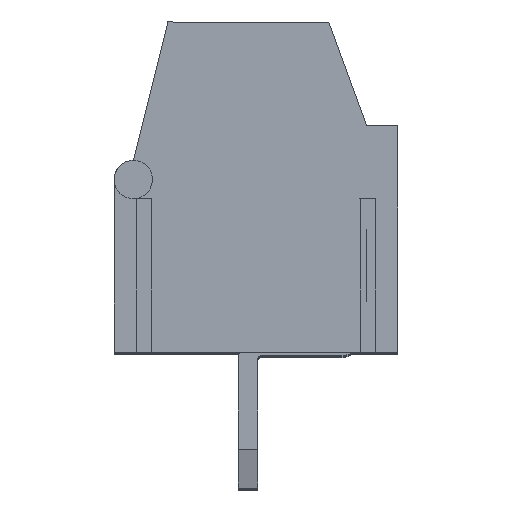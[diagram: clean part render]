
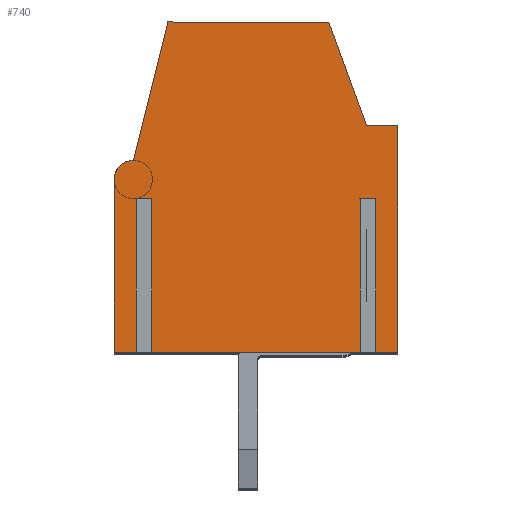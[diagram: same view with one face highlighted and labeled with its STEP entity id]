
A CAD part, top view. The second image highlights one B-rep face of the part: STEP entity #740.
In plain terms, the highlighted planar face has unit normal (0, 0, 1).
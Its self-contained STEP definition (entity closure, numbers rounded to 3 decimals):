
#740=ADVANCED_FACE('',(#1793),#18394,.T.);
#1793=FACE_OUTER_BOUND('',#2848,.T.);
#2848=EDGE_LOOP('',(#4376,#4377,#4378,#4379,#4380,#4381,#4382,#4383,#4384,
#4385,#4386,#4387,#4388,#4389,#4390,#4391));
#4376=ORIENTED_EDGE('',*,*,#9951,.T.);
#4377=ORIENTED_EDGE('',*,*,#9958,.T.);
#4378=ORIENTED_EDGE('',*,*,#9868,.T.);
#4379=ORIENTED_EDGE('',*,*,#9866,.T.);
#4380=ORIENTED_EDGE('',*,*,#9876,.T.);
#4381=ORIENTED_EDGE('',*,*,#9957,.T.);
#4382=ORIENTED_EDGE('',*,*,#9916,.T.);
#4383=ORIENTED_EDGE('',*,*,#9919,.T.);
#4384=ORIENTED_EDGE('',*,*,#9922,.T.);
#4385=ORIENTED_EDGE('',*,*,#9939,.T.);
#4386=ORIENTED_EDGE('',*,*,#9942,.T.);
#4387=ORIENTED_EDGE('',*,*,#9955,.F.);
#4388=ORIENTED_EDGE('',*,*,#9956,.F.);
#4389=ORIENTED_EDGE('',*,*,#9959,.T.);
#4390=ORIENTED_EDGE('',*,*,#9944,.T.);
#4391=ORIENTED_EDGE('',*,*,#9954,.T.);
#9866=EDGE_CURVE('',#16177,#16178,#13363,.T.);
#9868=EDGE_CURVE('',#16181,#16177,#13365,.T.);
#9876=EDGE_CURVE('',#16178,#16184,#13373,.T.);
#9916=EDGE_CURVE('',#16215,#16216,#13413,.T.);
#9919=EDGE_CURVE('',#16216,#16218,#13416,.T.);
#9922=EDGE_CURVE('',#16218,#16220,#13419,.T.);
#9939=EDGE_CURVE('',#16220,#16230,#13428,.T.);
#9942=EDGE_CURVE('',#16230,#16231,#13431,.T.);
#9944=EDGE_CURVE('',#16234,#16235,#13433,.T.);
#9951=EDGE_CURVE('',#16240,#16239,#13440,.T.);
#9954=EDGE_CURVE('',#16235,#16240,#13443,.T.);
#9955=EDGE_CURVE('',#16241,#16231,#12859,.T.);
#9956=EDGE_CURVE('',#16242,#16241,#13444,.T.);
#9957=EDGE_CURVE('',#16184,#16215,#13445,.T.);
#9958=EDGE_CURVE('',#16239,#16181,#13446,.T.);
#9959=EDGE_CURVE('',#16242,#16234,#13447,.T.);
#12859=(
BOUNDED_CURVE()
B_SPLINE_CURVE(2,(#22332,#22333,#22334),.UNSPECIFIED.,.F.,.F.)
B_SPLINE_CURVE_WITH_KNOTS((3,3),(-0.785,0.),.UNSPECIFIED.)
CURVE()
GEOMETRIC_REPRESENTATION_ITEM()
RATIONAL_B_SPLINE_CURVE((1.,0.707,1.))
REPRESENTATION_ITEM('')
);
#13363=B_SPLINE_CURVE_WITH_KNOTS('',1,(#22130,#22131),.UNSPECIFIED.,.F.,
 .F.,(2,2),(0.,0.4),.UNSPECIFIED.);
#13365=B_SPLINE_CURVE_WITH_KNOTS('',1,(#22134,#22135),.UNSPECIFIED.,.F.,
 .F.,(2,2),(0.,4.),.UNSPECIFIED.);
#13373=B_SPLINE_CURVE_WITH_KNOTS('',1,(#22150,#22151),.UNSPECIFIED.,.F.,
 .F.,(2,2),(-4.,0.),.UNSPECIFIED.);
#13413=B_SPLINE_CURVE_WITH_KNOTS('',1,(#22230,#22231),.UNSPECIFIED.,.F.,
 .F.,(2,2),(0.,5.9),.UNSPECIFIED.);
#13416=B_SPLINE_CURVE_WITH_KNOTS('',1,(#22236,#22237),.UNSPECIFIED.,.F.,
 .F.,(2,2),(0.,0.814),.UNSPECIFIED.);
#13419=B_SPLINE_CURVE_WITH_KNOTS('',1,(#22242,#22243),.UNSPECIFIED.,.F.,
 .F.,(2,2),(-2.884,0.),.UNSPECIFIED.);
#13428=B_SPLINE_CURVE_WITH_KNOTS('',1,(#22300,#22301),.UNSPECIFIED.,.F.,
 .F.,(2,2),(-4.2,0.),.UNSPECIFIED.);
#13431=B_SPLINE_CURVE_WITH_KNOTS('',1,(#22306,#22307),.UNSPECIFIED.,.F.,
 .F.,(2,2),(-3.72,0.),.UNSPECIFIED.);
#13433=B_SPLINE_CURVE_WITH_KNOTS('',1,(#22310,#22311),.UNSPECIFIED.,.F.,
 .F.,(2,2),(0.,4.),.UNSPECIFIED.);
#13440=B_SPLINE_CURVE_WITH_KNOTS('',1,(#22324,#22325),.UNSPECIFIED.,.F.,
 .F.,(2,2),(-4.,0.),.UNSPECIFIED.);
#13443=B_SPLINE_CURVE_WITH_KNOTS('',1,(#22330,#22331),.UNSPECIFIED.,.F.,
 .F.,(2,2),(0.,0.4),.UNSPECIFIED.);
#13444=B_SPLINE_CURVE_WITH_KNOTS('',1,(#22335,#22336),.UNSPECIFIED.,.F.,
 .F.,(2,2),(0.,4.5),.UNSPECIFIED.);
#13445=B_SPLINE_CURVE_WITH_KNOTS('',1,(#22337,#22338),.UNSPECIFIED.,.F.,
 .F.,(2,2),(0.,0.58),.UNSPECIFIED.);
#13446=B_SPLINE_CURVE_WITH_KNOTS('',1,(#22339,#22340),.UNSPECIFIED.,.F.,
 .F.,(2,2),(0.,5.44),.UNSPECIFIED.);
#13447=B_SPLINE_CURVE_WITH_KNOTS('',1,(#22341,#22342),.UNSPECIFIED.,.F.,
 .F.,(2,2),(0.,0.58),.UNSPECIFIED.);
#16177=VERTEX_POINT('',#22042);
#16178=VERTEX_POINT('',#22043);
#16181=VERTEX_POINT('',#22046);
#16184=VERTEX_POINT('',#22049);
#16215=VERTEX_POINT('',#22080);
#16216=VERTEX_POINT('',#22081);
#16218=VERTEX_POINT('',#22083);
#16220=VERTEX_POINT('',#22085);
#16230=VERTEX_POINT('',#22095);
#16231=VERTEX_POINT('',#22096);
#16234=VERTEX_POINT('',#22099);
#16235=VERTEX_POINT('',#22100);
#16239=VERTEX_POINT('',#22104);
#16240=VERTEX_POINT('',#22105);
#16241=VERTEX_POINT('',#22106);
#16242=VERTEX_POINT('',#22107);
#18394=PLANE('',#19323);
#19323=AXIS2_PLACEMENT_3D('',#22012,#20235,$);
#20235=DIRECTION('',(0.,0.,1.));
#22012=CARTESIAN_POINT('',(-4.234,-0.862,29.75));
#22042=CARTESIAN_POINT('',(2.927,4.,29.75));
#22043=CARTESIAN_POINT('',(3.327,4.,29.75));
#22046=CARTESIAN_POINT('',(2.927,0.,29.75));
#22049=CARTESIAN_POINT('',(3.327,0.,29.75));
#22080=CARTESIAN_POINT('',(3.907,0.,29.75));
#22081=CARTESIAN_POINT('',(3.907,5.9,29.75));
#22083=CARTESIAN_POINT('',(3.093,5.9,29.75));
#22085=CARTESIAN_POINT('',(2.107,8.61,29.75));
#22095=CARTESIAN_POINT('',(-2.093,8.61,29.75));
#22096=CARTESIAN_POINT('',(-2.993,5.,29.75));
#22099=CARTESIAN_POINT('',(-2.913,0.,29.75));
#22100=CARTESIAN_POINT('',(-2.913,4.,29.75));
#22104=CARTESIAN_POINT('',(-2.513,0.,29.75));
#22105=CARTESIAN_POINT('',(-2.513,4.,29.75));
#22106=CARTESIAN_POINT('',(-3.493,4.5,29.75));
#22107=CARTESIAN_POINT('',(-3.493,0.,29.75));
#22130=CARTESIAN_POINT('',(2.927,4.,29.75));
#22131=CARTESIAN_POINT('',(3.327,4.,29.75));
#22134=CARTESIAN_POINT('',(2.927,0.,29.75));
#22135=CARTESIAN_POINT('',(2.927,4.,29.75));
#22150=CARTESIAN_POINT('',(3.327,4.,29.75));
#22151=CARTESIAN_POINT('',(3.327,0.,29.75));
#22230=CARTESIAN_POINT('',(3.907,0.,29.75));
#22231=CARTESIAN_POINT('',(3.907,5.9,29.75));
#22236=CARTESIAN_POINT('',(3.907,5.9,29.75));
#22237=CARTESIAN_POINT('',(3.093,5.9,29.75));
#22242=CARTESIAN_POINT('',(3.093,5.9,29.75));
#22243=CARTESIAN_POINT('',(2.107,8.61,29.75));
#22300=CARTESIAN_POINT('',(2.107,8.61,29.75));
#22301=CARTESIAN_POINT('',(-2.093,8.61,29.75));
#22306=CARTESIAN_POINT('',(-2.093,8.61,29.75));
#22307=CARTESIAN_POINT('',(-2.993,5.,29.75));
#22310=CARTESIAN_POINT('',(-2.913,0.,29.75));
#22311=CARTESIAN_POINT('',(-2.913,4.,29.75));
#22324=CARTESIAN_POINT('',(-2.513,4.,29.75));
#22325=CARTESIAN_POINT('',(-2.513,0.,29.75));
#22330=CARTESIAN_POINT('',(-2.913,4.,29.75));
#22331=CARTESIAN_POINT('',(-2.513,4.,29.75));
#22332=CARTESIAN_POINT('',(-3.493,4.5,29.75));
#22333=CARTESIAN_POINT('',(-3.493,5.,29.75));
#22334=CARTESIAN_POINT('',(-2.993,5.,29.75));
#22335=CARTESIAN_POINT('',(-3.493,0.,29.75));
#22336=CARTESIAN_POINT('',(-3.493,4.5,29.75));
#22337=CARTESIAN_POINT('',(3.327,0.,29.75));
#22338=CARTESIAN_POINT('',(3.907,0.,29.75));
#22339=CARTESIAN_POINT('',(-2.513,0.,29.75));
#22340=CARTESIAN_POINT('',(2.927,0.,29.75));
#22341=CARTESIAN_POINT('',(-3.493,0.,29.75));
#22342=CARTESIAN_POINT('',(-2.913,0.,29.75));
